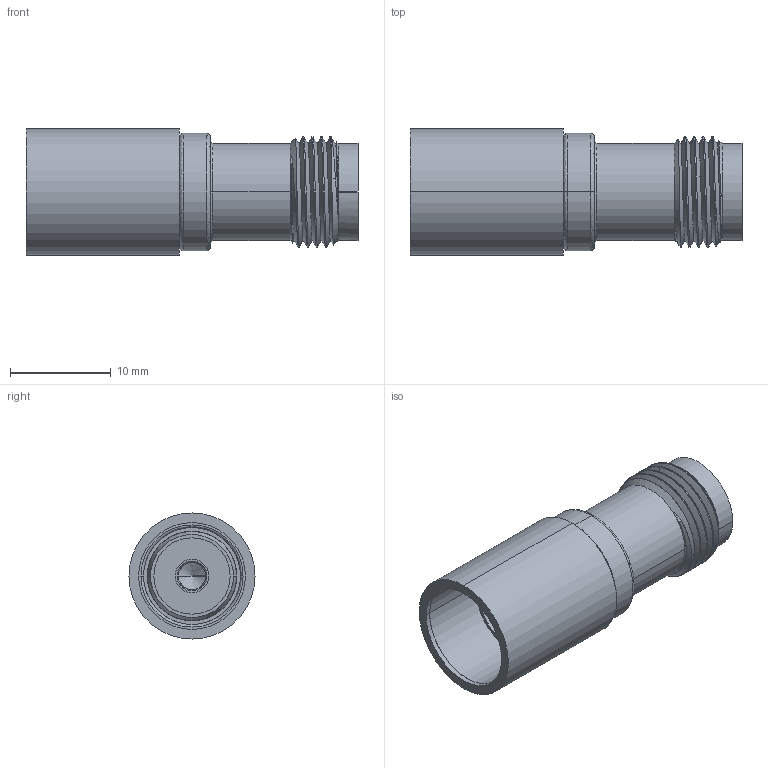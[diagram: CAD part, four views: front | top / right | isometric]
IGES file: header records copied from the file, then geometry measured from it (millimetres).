
Start section:  PTC IGES file: 031-5684.igs
Global section: file name: 031-5684.igs; native system: Pro/ENGINEER by Parametric Technology Corporation; preprocessor: 2008010; author: rkarthik; organization: Unknown; date: 20091228.092738; units: inch
Bounding box: 33.02 x 12.55 x 12.55 mm (x, y, z)
Surface area: 2962.7 mm2 (no closed solid volume)
Topology: 0 solids, 0 shells, 74 faces, 328 edges, 326 vertices
Faces by surface type: revolution 57, bspline 17
